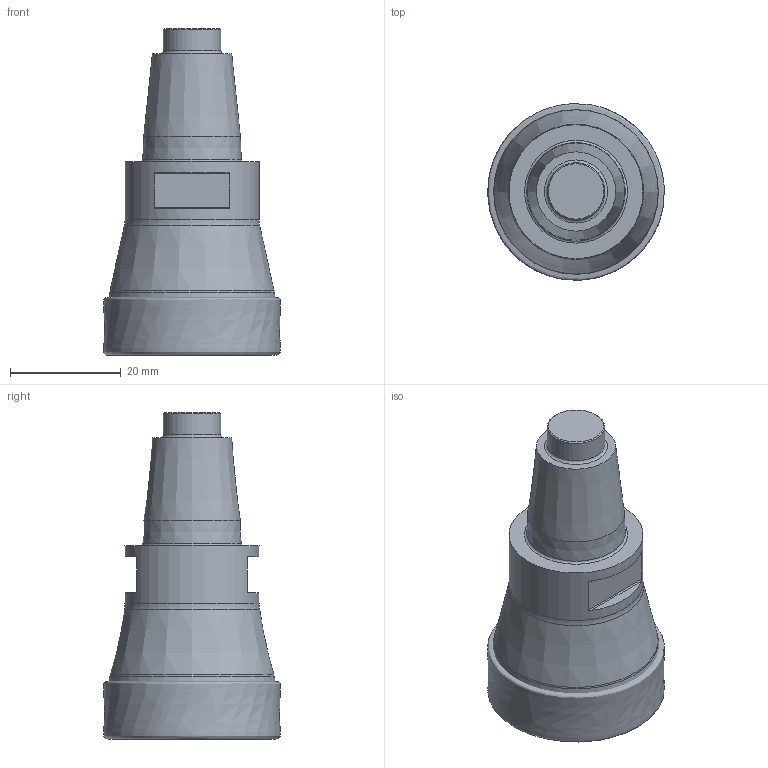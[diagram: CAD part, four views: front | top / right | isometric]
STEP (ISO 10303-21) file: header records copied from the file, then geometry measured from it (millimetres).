
FILE_DESCRIPTION(/* description */ (''),/* implementation_level */ '2;1');
FILE_NAME(/* name */ 'toolassembly_1.stp',/* time_stamp */ '2019-06-27T10:55:31+02:00',/* author */ (''),/* organization */ ('SMS'),/* preprocessor_version */ 'ST-DEVELOPER v16.7',/* originating_system */ 'SIEMENS PLM Software NX 12.0',/* authorisation */ '');
FILE_SCHEMA (('AUTOMOTIVE_DESIGN { 1 0 10303 214 3 1 1 1 }'));
Length unit declared in the file: millimetre
Products named in the file (4): CUT_20190627105443; ASSEMBLY_CONSTRUCTION; NOCUT_20190627105419; TOOLASSEMBLY_1
Assembly tree (3 placements, depth 2):
  TOOLASSEMBLY_1
    NOCUT_20190627105419
    ASSEMBLY_CONSTRUCTION
    CUT_20190627105443
Bounding box: 31.93 x 31.91 x 59 mm (x, y, z)
Volume: 29335.3 mm3; surface area: 7957.8 mm2
Topology: 2 solids, 2 shells, 41 faces, 84 edges, 60 vertices
Faces by surface type: plane 13, torus 11, cone 10, cylinder 6, bspline 1
Full cylindrical faces by diameter (mm): 10.4 x1, 24.2 x1
Entity records: 6720 total; most frequent: CARTESIAN_POINT 5786, DIRECTION 182, ORIENTED_EDGE 106, AXIS2_PLACEMENT_3D 85, EDGE_LOOP 70, FACE_BOUND 59, EDGE_CURVE 53, VERTEX_POINT 46
